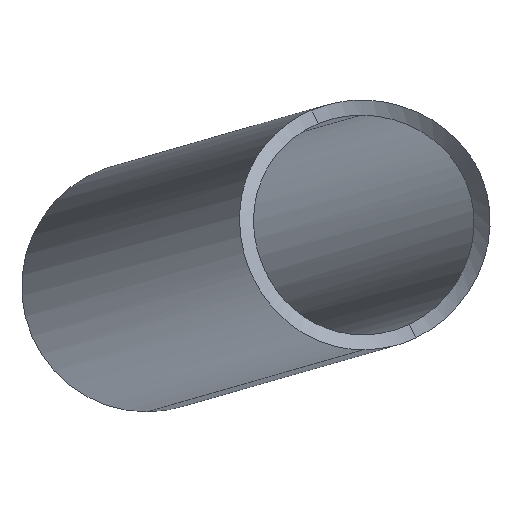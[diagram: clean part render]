
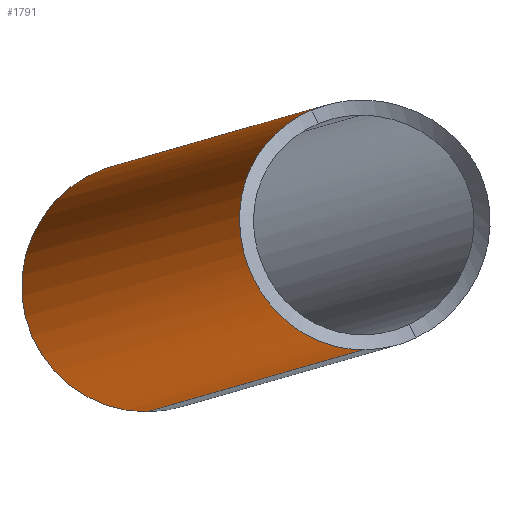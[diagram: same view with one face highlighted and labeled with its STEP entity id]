
A CAD part, left-side view. The second image highlights one B-rep face of the part: STEP entity #1791.
In plain terms, the highlighted cylindrical face has radius 12.5 mm (diameter 25 mm), a partial arc.
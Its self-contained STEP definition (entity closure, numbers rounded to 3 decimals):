
#789=CARTESIAN_POINT('Vertex',(-639.508,155.937,-45.785)) ;
#793=CARTESIAN_POINT('Control Point',(-639.508,155.937,-45.785)) ;
#794=CARTESIAN_POINT('Control Point',(-639.576,157.276,-46.343)) ;
#795=CARTESIAN_POINT('Control Point',(-639.846,158.542,-47.1)) ;
#796=CARTESIAN_POINT('Control Point',(-640.33,159.653,-48.041)) ;
#797=CARTESIAN_POINT('Control Point',(-641.306,161.067,-49.657)) ;
#798=CARTESIAN_POINT('Control Point',(-642.518,162.038,-51.442)) ;
#799=CARTESIAN_POINT('Control Point',(-642.966,162.327,-52.087)) ;
#800=CARTESIAN_POINT('Control Point',(-644.195,162.957,-53.832)) ;
#801=CARTESIAN_POINT('Control Point',(-645.473,163.232,-55.653)) ;
#802=CARTESIAN_POINT('Control Point',(-646.255,163.274,-56.81)) ;
#803=CARTESIAN_POINT('Control Point',(-647.253,163.151,-58.424)) ;
#804=CARTESIAN_POINT('Control Point',(-647.98,162.741,-60.106)) ;
#805=CARTESIAN_POINT('Control Point',(-648.146,162.614,-60.546)) ;
#806=CARTESIAN_POINT('Control Point',(-648.439,162.298,-61.494)) ;
#807=CARTESIAN_POINT('Control Point',(-648.582,161.885,-62.44)) ;
#808=CARTESIAN_POINT('Control Point',(-648.609,161.639,-62.935)) ;
#809=CARTESIAN_POINT('Control Point',(-648.549,160.905,-64.242)) ;
#810=CARTESIAN_POINT('Control Point',(-648.177,160.02,-65.414)) ;
#811=CARTESIAN_POINT('Control Point',(-647.853,159.419,-66.077)) ;
#812=CARTESIAN_POINT('Control Point',(-647.194,158.286,-67.135)) ;
#813=CARTESIAN_POINT('Control Point',(-646.449,157.04,-67.983)) ;
#814=CARTESIAN_POINT('Control Point',(-646.116,156.474,-68.315)) ;
#815=CARTESIAN_POINT('Control Point',(-645.326,155.087,-69.005)) ;
#816=CARTESIAN_POINT('Control Point',(-644.566,153.596,-69.464)) ;
#817=CARTESIAN_POINT('Control Point',(-644.151,152.703,-69.647)) ;
#818=CARTESIAN_POINT('Control Point',(-643.773,151.786,-69.743)) ;
#819=CARTESIAN_POINT('Control Point',(-643.443,150.859,-69.749)) ;
#820=CARTESIAN_POINT('Vertex',(-643.443,150.859,-69.749)) ;
#1600=CARTESIAN_POINT('Vertex',(-640.179,151.082,-44.808)) ;
#1604=CARTESIAN_POINT('Control Point',(-639.508,155.937,-45.785)) ;
#1605=CARTESIAN_POINT('Control Point',(-639.449,154.793,-45.309)) ;
#1606=CARTESIAN_POINT('Control Point',(-639.547,153.564,-44.977)) ;
#1607=CARTESIAN_POINT('Control Point',(-639.805,152.312,-44.817)) ;
#1608=CARTESIAN_POINT('Control Point',(-640.179,151.082,-44.808)) ;
#1702=CARTESIAN_POINT('Control Point',(-327.468,172.47,-50.939)) ;
#1703=CARTESIAN_POINT('Control Point',(-327.473,172.47,-50.939)) ;
#1704=CARTESIAN_POINT('Control Point',(-327.478,172.47,-50.939)) ;
#1705=CARTESIAN_POINT('Vertex',(-327.468,172.471,-50.939)) ;
#1707=CARTESIAN_POINT('Vertex',(-327.478,172.47,-50.939)) ;
#1710=CARTESIAN_POINT('Line Origine',(-491.498,161.252,-47.723)) ;
#1715=CARTESIAN_POINT('Line Origine',(-491.986,161.218,-72.718)) ;
#1719=CARTESIAN_POINT('Vertex',(-327.728,172.453,-75.939)) ;
#1756=CARTESIAN_POINT('Axis2P3D Location',(-491.742,161.235,-60.221)) ;
#1761=CARTESIAN_POINT('Axis2P3D Location',(-327.484,172.47,-63.441)) ;
#1765=CARTESIAN_POINT('Vertex',(-327.804,180.011,-53.477)) ;
#1769=CARTESIAN_POINT('Control Point',(-327.804,180.011,-53.477)) ;
#1770=CARTESIAN_POINT('Control Point',(-327.788,179.641,-53.197)) ;
#1771=CARTESIAN_POINT('Control Point',(-327.77,179.259,-52.934)) ;
#1772=CARTESIAN_POINT('Control Point',(-327.756,178.938,-52.74)) ;
#1773=CARTESIAN_POINT('Control Point',(-327.73,178.366,-52.409)) ;
#1774=CARTESIAN_POINT('Control Point',(-327.704,177.773,-52.116)) ;
#1775=CARTESIAN_POINT('Control Point',(-327.689,177.434,-51.956)) ;
#1776=CARTESIAN_POINT('Control Point',(-327.635,176.227,-51.473)) ;
#1777=CARTESIAN_POINT('Control Point',(-327.579,174.966,-51.149)) ;
#1778=CARTESIAN_POINT('Control Point',(-327.542,174.139,-51.009)) ;
#1779=CARTESIAN_POINT('Control Point',(-327.505,173.305,-50.939)) ;
#1780=CARTESIAN_POINT('Control Point',(-327.468,172.471,-50.939)) ;
#1711=DIRECTION('Vector Direction',(-0.997,-0.068,0.02)) ;
#1716=DIRECTION('Vector Direction',(-0.997,-0.068,0.02)) ;
#1757=DIRECTION('Axis2P3D Direction',(-0.997,-0.068,0.02)) ;
#1758=DIRECTION('Axis2P3D XDirection',(0.02,0.001,1.)) ;
#1762=DIRECTION('Axis2P3D Direction',(-0.997,-0.068,0.02)) ;
#1759=AXIS2_PLACEMENT_3D('Cylinder Axis2P3D',#1756,#1757,#1758) ;
#1763=AXIS2_PLACEMENT_3D('Circle Axis2P3D',#1761,#1762,$) ;
#1783=ORIENTED_EDGE('',*,*,#1767,.T.) ;
#1784=ORIENTED_EDGE('',*,*,#1721,.T.) ;
#1785=ORIENTED_EDGE('',*,*,#822,.F.) ;
#1786=ORIENTED_EDGE('',*,*,#1609,.T.) ;
#1787=ORIENTED_EDGE('',*,*,#1714,.F.) ;
#1788=ORIENTED_EDGE('',*,*,#1709,.F.) ;
#1789=ORIENTED_EDGE('',*,*,#1781,.F.) ;
#1712=VECTOR('Line Direction',#1711,1.) ;
#1717=VECTOR('Line Direction',#1716,1.) ;
#1791=ADVANCED_FACE('Corps principal',(#1790),#1760,.T.) ;
#792=B_SPLINE_CURVE_WITH_KNOTS('',5,(#793,#794,#795,#796,#797,#798,#799,#800,#801,#802,#803,#804,#805,#806,#807,#808,#809,#810,#811,#812,#813,#814,#815,#816,#817,#818,#819),.UNSPECIFIED.,.F.,.U.,(6,3,3,3,3,3,3,3,6),(0.,10.849,16.758,26.563,29.993,33.898,40.549,45.717,52.801),.UNSPECIFIED.) ;
#1603=B_SPLINE_CURVE_WITH_KNOTS('',4,(#1604,#1605,#1606,#1607,#1608),.UNSPECIFIED.,.F.,.U.,(5,5),(0.,7.412),.UNSPECIFIED.) ;
#1701=B_SPLINE_CURVE_WITH_KNOTS('',2,(#1702,#1703,#1704),.UNSPECIFIED.,.F.,.U.,(3,3),(-0.005,0.005),.UNSPECIFIED.) ;
#1768=B_SPLINE_CURVE_WITH_KNOTS('',5,(#1769,#1770,#1771,#1772,#1773,#1774,#1775,#1776,#1777,#1778,#1779,#1780),.UNSPECIFIED.,.F.,.U.,(6,3,3,6),(0.,3.282,6.564,12.468),.UNSPECIFIED.) ;
#1764=CIRCLE('generated circle',#1763,12.5) ;
#1760=CYLINDRICAL_SURFACE('generated cylinder',#1759,12.5) ;
#822=EDGE_CURVE('',#790,#821,#792,.T.) ;
#1609=EDGE_CURVE('',#790,#1601,#1603,.T.) ;
#1709=EDGE_CURVE('',#1706,#1708,#1701,.T.) ;
#1714=EDGE_CURVE('',#1708,#1601,#1713,.T.) ;
#1721=EDGE_CURVE('',#1720,#821,#1718,.T.) ;
#1767=EDGE_CURVE('',#1766,#1720,#1764,.T.) ;
#1781=EDGE_CURVE('',#1766,#1706,#1768,.T.) ;
#1782=EDGE_LOOP('',(#1783,#1784,#1785,#1786,#1787,#1788,#1789)) ;
#1790=FACE_OUTER_BOUND('',#1782,.T.) ;
#1713=LINE('Line',#1710,#1712) ;
#1718=LINE('Line',#1715,#1717) ;
#790=VERTEX_POINT('',#789) ;
#821=VERTEX_POINT('',#820) ;
#1601=VERTEX_POINT('',#1600) ;
#1706=VERTEX_POINT('',#1705) ;
#1708=VERTEX_POINT('',#1707) ;
#1720=VERTEX_POINT('',#1719) ;
#1766=VERTEX_POINT('',#1765) ;
